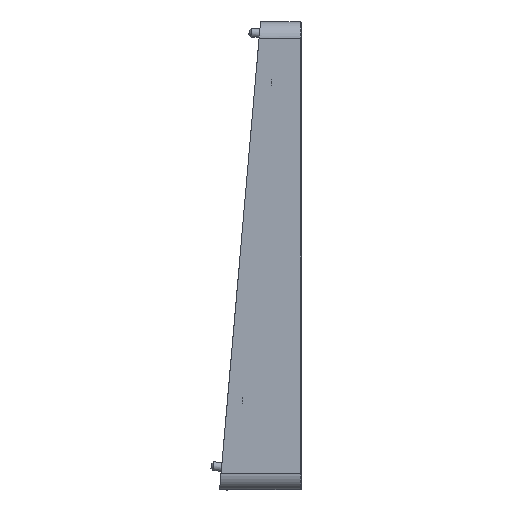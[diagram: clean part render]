
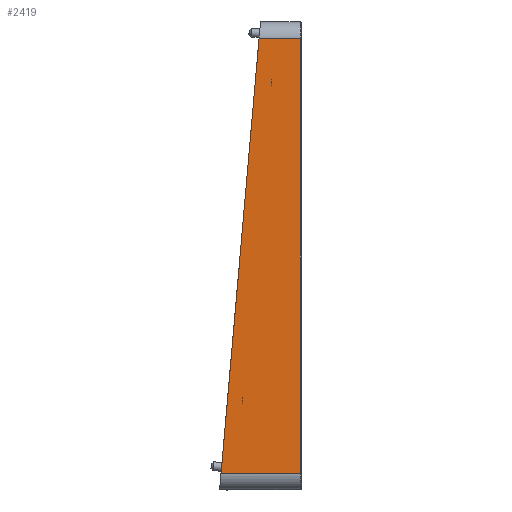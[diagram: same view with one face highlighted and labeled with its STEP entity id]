
A CAD part, left-side view. The second image highlights one B-rep face of the part: STEP entity #2419.
In plain terms, the highlighted planar face has unit normal (-1, 0, 0).
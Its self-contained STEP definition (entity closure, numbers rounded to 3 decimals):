
#130=PLANE('',#2637);
#209=FACE_OUTER_BOUND('',#360,.T.);
#360=EDGE_LOOP('',(#1816,#1817,#1818,#1819));
#575=LINE('',#3887,#745);
#591=LINE('',#3958,#761);
#592=LINE('',#3962,#762);
#593=LINE('',#3963,#763);
#745=VECTOR('',#3058,10.);
#761=VECTOR('',#3134,10.);
#762=VECTOR('',#3139,4.);
#763=VECTOR('',#3140,10.);
#1086=VERTEX_POINT('',#3884);
#1087=VERTEX_POINT('',#3886);
#1112=VERTEX_POINT('',#3957);
#1113=VERTEX_POINT('',#3961);
#1347=EDGE_CURVE('',#1086,#1087,#575,.T.);
#1383=EDGE_CURVE('',#1087,#1112,#591,.T.);
#1385=EDGE_CURVE('',#1113,#1086,#592,.T.);
#1386=EDGE_CURVE('',#1112,#1113,#593,.T.);
#1816=ORIENTED_EDGE('',*,*,#1347,.F.);
#1817=ORIENTED_EDGE('',*,*,#1385,.F.);
#1818=ORIENTED_EDGE('',*,*,#1386,.F.);
#1819=ORIENTED_EDGE('',*,*,#1383,.F.);
#2419=ADVANCED_FACE('',(#209),#130,.T.);
#2637=AXIS2_PLACEMENT_3D('',#3960,#3137,#3138);
#3058=DIRECTION('',(0.,0.,-1.));
#3134=DIRECTION('',(0.,1.,0.));
#3137=DIRECTION('center_axis',(-1.,0.,0.));
#3138=DIRECTION('ref_axis',(0.,0.,
1.));
#3139=DIRECTION('',(0.,-1.,0.));
#3140=DIRECTION('',(0.,-0.087,0.996));
#3884=CARTESIAN_POINT('',(-0.41,1.435,-4.571));
#3886=CARTESIAN_POINT('',(-0.41,1.435,-108.372));
#3887=CARTESIAN_POINT('',(-0.41,1.435,-30.406));
#3957=CARTESIAN_POINT('',(-0.41,20.339,-108.372));
#3958=CARTESIAN_POINT('',(-0.41,18.855,-108.372));
#3960=CARTESIAN_POINT('Origin',(-0.41,19.284,-4.595));
#3961=CARTESIAN_POINT('',(-0.41,11.258,-4.571));
#3962=CARTESIAN_POINT('',(-0.41,10.642,-4.571));
#3963=CARTESIAN_POINT('',(-0.41,15.07,-48.14));
